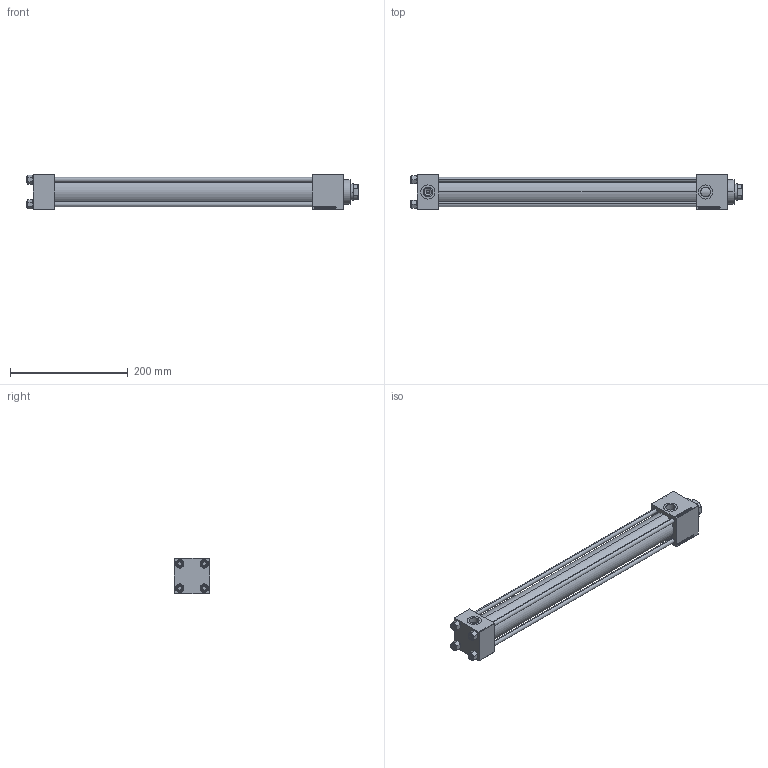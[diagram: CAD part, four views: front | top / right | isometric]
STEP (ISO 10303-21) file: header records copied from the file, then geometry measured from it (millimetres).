
FILE_DESCRIPTION (( 'STEP AP203' ), '1' );
FILE_NAME ('ec96.STEP', '2023-08-22T21:39:04', ( '' ), ( '' ), 'SwSTEP 2.0', 'SolidWorks 2019', '' );
FILE_SCHEMA (( 'CONFIG_CONTROL_DESIGN' ));
Length unit declared in the file: millimetre
Products named in the file (8): DFA 6cdd32aaa387ac162512f015f3e60359; V215CR_C_Body 6cdd32aaa387ac162512f015f3e60359; V215_VC_A 6cdd32aaa387ac162512f015f3e60359; V215CR_VCP_C 6cdd32aaa387ac162512f015f3e60359; NUT_M5_C 6cdd32aaa387ac162512f015f3e60359; V215CR_C_TYCINKA 6cdd32aaa387ac162512f015f3e60359; ec96; FEMALE_PART_FOR_DFA 6cdd32aaa387ac162512f015f3e60359
Assembly tree (13 placements, depth 3):
  ec96
    V215CR_C_Body 6cdd32aaa387ac162512f015f3e60359
    V215CR_VCP_C 6cdd32aaa387ac162512f015f3e60359
    NUT_M5_C 6cdd32aaa387ac162512f015f3e60359  x4
    V215CR_C_TYCINKA 6cdd32aaa387ac162512f015f3e60359  x4
    V215_VC_A 6cdd32aaa387ac162512f015f3e60359
    DFA 6cdd32aaa387ac162512f015f3e60359
      FEMALE_PART_FOR_DFA 6cdd32aaa387ac162512f015f3e60359
Bounding box: 565 x 60 x 60 mm (x, y, z)
Volume: 912858.2 mm3; surface area: 293380.1 mm2
Topology: 12 solids, 12 shells, 1181 faces, 2953 edges, 1913 vertices
Faces by surface type: plane 538, bspline 392, cone 148, cylinder 95, torus 8
Entity records: 51381 total; most frequent: CARTESIAN_POINT 27293, ORIENTED_EDGE 5398, DIRECTION 3475, EDGE_CURVE 2699, VERTEX_POINT 1769, VECTOR 1629, LINE 1629, EDGE_LOOP 1190
